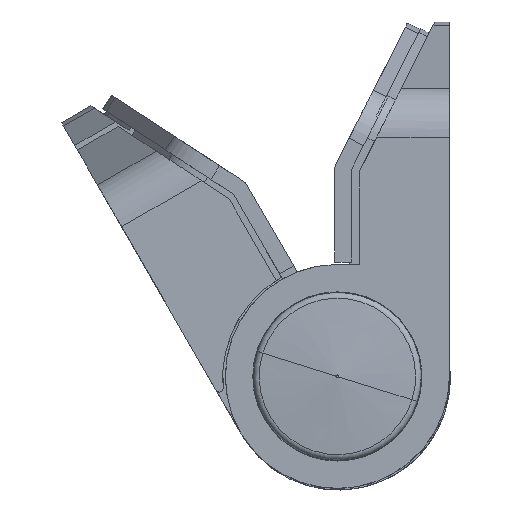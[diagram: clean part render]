
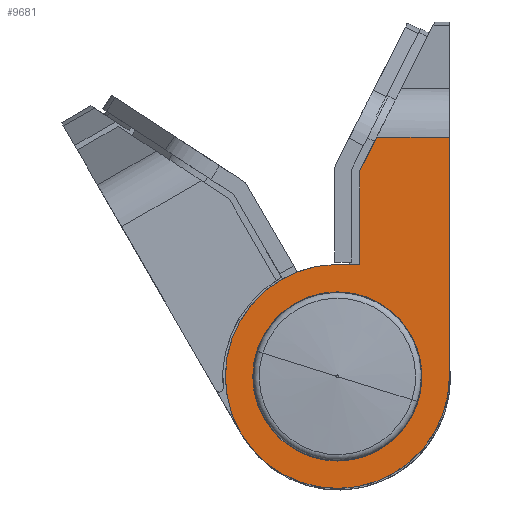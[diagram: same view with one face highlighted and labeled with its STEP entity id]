
A CAD part, front view. The second image highlights one B-rep face of the part: STEP entity #9681.
In plain terms, the highlighted planar face has unit normal (0, -1, 0).
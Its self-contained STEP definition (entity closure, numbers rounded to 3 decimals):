
#53 = CARTESIAN_POINT ( 'NONE',  ( 9., 1., 0. ) ) ;
#2663 = LINE ( 'NONE', #21856, #17677 ) ;
#2687 = DIRECTION ( 'NONE',  ( 1., 0., 0. ) ) ;
#3165 = VERTEX_POINT ( 'NONE', #24728 ) ;
#3191 = DIRECTION ( 'NONE',  ( 0., -1., 0. ) ) ;
#3946 = CARTESIAN_POINT ( 'NONE',  ( 0., 1., 0. ) ) ;
#4309 = VECTOR ( 'NONE', #34964, 1000. ) ;
#5176 = ORIENTED_EDGE ( 'NONE', *, *, #14753, .F. ) ;
#5312 = VERTEX_POINT ( 'NONE', #22395 ) ;
#5618 = ORIENTED_EDGE ( 'NONE', *, *, #18208, .F. ) ;
#6197 = CARTESIAN_POINT ( 'NONE',  ( 1.8, 1., 8.999 ) ) ;
#6218 = ORIENTED_EDGE ( 'NONE', *, *, #37145, .F. ) ;
#6760 = AXIS2_PLACEMENT_3D ( 'NONE', #15853, #18456, #15432 ) ;
#6928 = DIRECTION ( 'NONE',  ( 0., 0., 1. ) ) ;
#7010 = VERTEX_POINT ( 'NONE', #53 ) ;
#7161 = LINE ( 'NONE', #33488, #21335 ) ;
#7264 = EDGE_LOOP ( 'NONE', ( #16518, #5176 ) ) ;
#7273 = CARTESIAN_POINT ( 'NONE',  ( 2.3, 1., 16.438 ) ) ;
#8920 = AXIS2_PLACEMENT_3D ( 'NONE', #38689, #20683, #2687 ) ;
#9250 = DIRECTION ( 'NONE',  ( 0., 0., 1. ) ) ;
#9681 = ADVANCED_FACE ( 'NONE', ( #14647, #13693 ), #15555, .F. ) ;
#10325 = DIRECTION ( 'NONE',  ( 0., 0., 1. ) ) ;
#10853 = CARTESIAN_POINT ( 'NONE',  ( 1.8, 1., 16.438 ) ) ;
#12688 = VECTOR ( 'NONE', #9250, 1000. ) ;
#13061 = EDGE_LOOP ( 'NONE', ( #36318, #30615, #30226, #20344, #25488, #5618, #6218 ) ) ;
#13113 = VERTEX_POINT ( 'NONE', #13803 ) ;
#13693 = FACE_BOUND ( 'NONE', #7264, .T. ) ;
#13803 = CARTESIAN_POINT ( 'NONE',  ( 9., 1., 19.24 ) ) ;
#14192 = CARTESIAN_POINT ( 'NONE',  ( 1.854, 1., 16.664 ) ) ;
#14647 = FACE_OUTER_BOUND ( 'NONE', #13061, .T. ) ;
#14753 = EDGE_CURVE ( 'NONE', #5312, #20711, #38396, .T. ) ;
#15228 = EDGE_CURVE ( 'NONE', #7010, #38164, #28936, .T. ) ;
#15432 = DIRECTION ( 'NONE',  ( 1., 0., 0. ) ) ;
#15555 = PLANE ( 'NONE',  #6760 ) ;
#15729 = CARTESIAN_POINT ( 'NONE',  ( -0.1, 1., 8.999 ) ) ;
#15853 = CARTESIAN_POINT ( 'NONE',  ( 0., 1., 0. ) ) ;
#15981 = EDGE_CURVE ( 'NONE', #38164, #3165, #29883, .T. ) ;
#16429 = AXIS2_PLACEMENT_3D ( 'NONE', #21210, #3191, #24221 ) ;
#16518 = ORIENTED_EDGE ( 'NONE', *, *, #23749, .F. ) ;
#17677 = VECTOR ( 'NONE', #24872, 1000. ) ;
#18208 = EDGE_CURVE ( 'NONE', #13113, #7010, #28278, .T. ) ;
#18456 = DIRECTION ( 'NONE',  ( 0., 1., 0. ) ) ;
#19943 = VERTEX_POINT ( 'NONE', #14192 ) ;
#20344 = ORIENTED_EDGE ( 'NONE', *, *, #15981, .F. ) ;
#20683 = DIRECTION ( 'NONE',  ( 0., 1., 0. ) ) ;
#20711 = VERTEX_POINT ( 'NONE', #27641 ) ;
#21210 = CARTESIAN_POINT ( 'NONE',  ( 0., 1., 0. ) ) ;
#21335 = VECTOR ( 'NONE', #30476, 1000. ) ;
#21452 = CIRCLE ( 'NONE', #28806, 0.5 ) ;
#21546 = AXIS2_PLACEMENT_3D ( 'NONE', #3946, #24983, #6928 ) ;
#21635 = LINE ( 'NONE', #6197, #12688 ) ;
#21856 = CARTESIAN_POINT ( 'NONE',  ( -5.239, 1., 2.652 ) ) ;
#22395 = CARTESIAN_POINT ( 'NONE',  ( 0., 1., -6.8 ) ) ;
#22836 = CIRCLE ( 'NONE', #21546, 6.8 ) ;
#23398 = CARTESIAN_POINT ( 'NONE',  ( -0.1, 1., 8.999 ) ) ;
#23749 = EDGE_CURVE ( 'NONE', #20711, #5312, #22836, .T. ) ;
#24130 = EDGE_CURVE ( 'NONE', #19943, #25252, #21452, .T. ) ;
#24221 = DIRECTION ( 'NONE',  ( 0., 0., 1. ) ) ;
#24728 = CARTESIAN_POINT ( 'NONE',  ( 1.8, 1., 8.999 ) ) ;
#24872 = DIRECTION ( 'NONE',  ( 0.452, 0., 0.892 ) ) ;
#24983 = DIRECTION ( 'NONE',  ( 0., -1., 0. ) ) ;
#25252 = VERTEX_POINT ( 'NONE', #10853 ) ;
#25479 = VERTEX_POINT ( 'NONE', #29791 ) ;
#25488 = ORIENTED_EDGE ( 'NONE', *, *, #15228, .F. ) ;
#27641 = CARTESIAN_POINT ( 'NONE',  ( 0., 1., 6.8 ) ) ;
#28278 = LINE ( 'NONE', #28872, #4309 ) ;
#28305 = DIRECTION ( 'NONE',  ( 0., -1., 0. ) ) ;
#28806 = AXIS2_PLACEMENT_3D ( 'NONE', #7273, #28305, #10325 ) ;
#28872 = CARTESIAN_POINT ( 'NONE',  ( 9., 1., 29. ) ) ;
#28936 = CIRCLE ( 'NONE', #8920, 9. ) ;
#29763 = EDGE_CURVE ( 'NONE', #3165, #25252, #21635, .T. ) ;
#29791 = CARTESIAN_POINT ( 'NONE',  ( 3.158, 1., 19.24 ) ) ;
#29883 = LINE ( 'NONE', #15729, #32241 ) ;
#30226 = ORIENTED_EDGE ( 'NONE', *, *, #29763, .F. ) ;
#30476 = DIRECTION ( 'NONE',  ( 1., 0., 0. ) ) ;
#30615 = ORIENTED_EDGE ( 'NONE', *, *, #24130, .T. ) ;
#32241 = VECTOR ( 'NONE', #36798, 1000. ) ;
#33488 = CARTESIAN_POINT ( 'NONE',  ( 0., 1., 19.24 ) ) ;
#34541 = EDGE_CURVE ( 'NONE', #19943, #25479, #2663, .T. ) ;
#34964 = DIRECTION ( 'NONE',  ( 0., 0., -1. ) ) ;
#36318 = ORIENTED_EDGE ( 'NONE', *, *, #34541, .F. ) ;
#36798 = DIRECTION ( 'NONE',  ( 1., 0., 0. ) ) ;
#37145 = EDGE_CURVE ( 'NONE', #25479, #13113, #7161, .T. ) ;
#38164 = VERTEX_POINT ( 'NONE', #23398 ) ;
#38396 = CIRCLE ( 'NONE', #16429, 6.8 ) ;
#38689 = CARTESIAN_POINT ( 'NONE',  ( 0., 1., 0. ) ) ;
